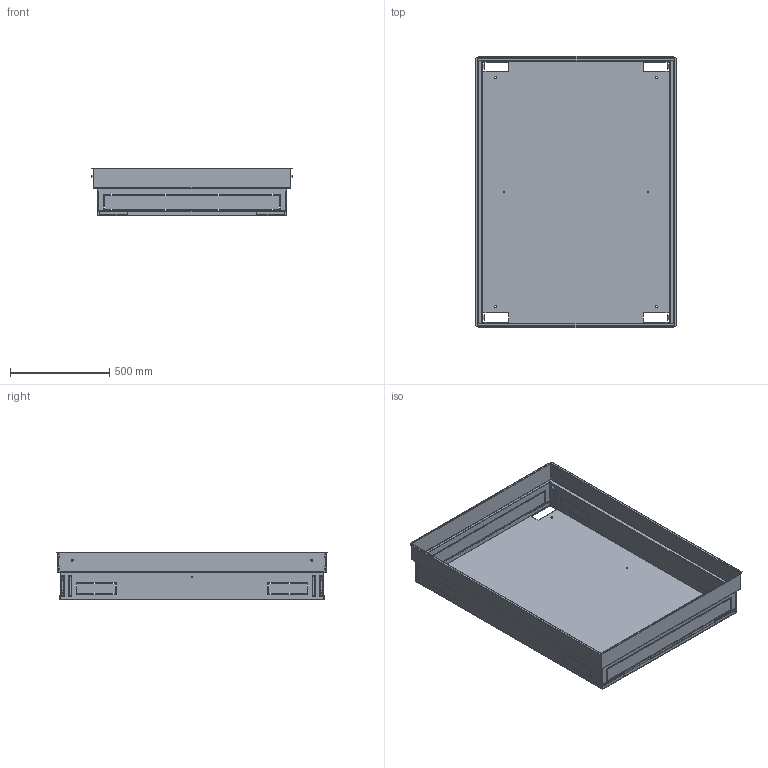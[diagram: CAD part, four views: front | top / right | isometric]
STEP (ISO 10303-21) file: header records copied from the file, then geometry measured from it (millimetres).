
FILE_DESCRIPTION (( 'STEP AP214' ), '1' );
FILE_NAME ('c_il369428-f_3d.STEP', '2019-10-17T13:17:29', ( '' ), ( '' ), 'SwSTEP 2.0', 'SolidWorks 2019', '' );
FILE_SCHEMA (( 'AUTOMOTIVE_DESIGN' ));
Length unit declared in the file: millimetre
Products named in the file (4): c_il369428-f_3d; Box; part; Insert enclosure side
Assembly tree (7 placements, depth 2):
  c_il369428-f_3d
    Box
    Insert enclosure side  x2
    part  x4
Bounding box: 1017 x 1367.5 x 240 mm (x, y, z)
Volume: 3784617.2 mm3; surface area: 5075324.5 mm2
Topology: 7 solids, 7 shells, 922 faces, 2544 edges, 1636 vertices
Faces by surface type: plane 714, cylinder 208
Entity records: 19100 total; most frequent: CARTESIAN_POINT 3278, ORIENTED_EDGE 3260, DIRECTION 3090, EDGE_CURVE 1630, LINE 1374, VECTOR 1374, VERTEX_POINT 1046, AXIS2_PLACEMENT_3D 858
